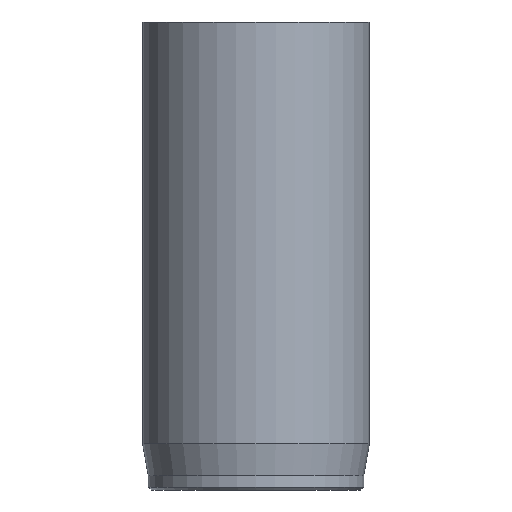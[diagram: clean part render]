
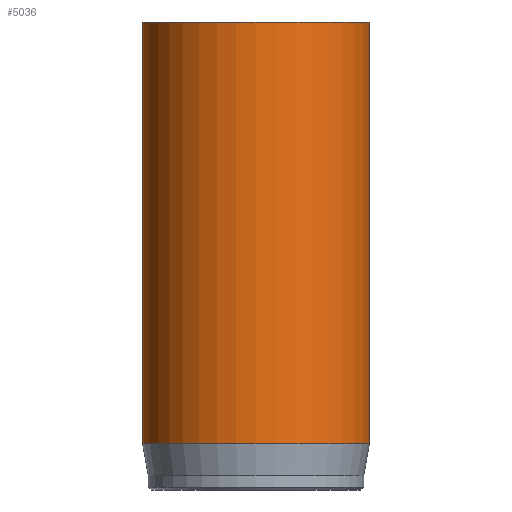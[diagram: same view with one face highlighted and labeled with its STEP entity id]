
A CAD part, front view. The second image highlights one B-rep face of the part: STEP entity #5036.
In plain terms, the highlighted cylindrical face has radius 8 mm (diameter 16 mm), a full revolution.
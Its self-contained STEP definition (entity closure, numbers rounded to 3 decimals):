
#32=CYLINDRICAL_SURFACE('',#5228,8.);
#48=CIRCLE('',#5191,8.);
#64=CIRCLE('',#5226,8.);
#65=CIRCLE('',#5227,8.);
#467=FACE_OUTER_BOUND('',#774,.T.);
#774=EDGE_LOOP('',(#4505,#4506,#4507,#4508,#4509));
#1147=LINE('',#9513,#1528);
#1528=VECTOR('',#5853,8.);
#2330=VERTEX_POINT('',#9448);
#2346=VERTEX_POINT('',#9507);
#2347=VERTEX_POINT('',#9508);
#3047=EDGE_CURVE('',#2330,#2330,#48,.T.);
#3071=EDGE_CURVE('',#2346,#2347,#64,.T.);
#3072=EDGE_CURVE('',#2347,#2346,#65,.T.);
#3074=EDGE_CURVE('',#2330,#2346,#1147,.T.);
#4505=ORIENTED_EDGE('',*,*,#3047,.T.);
#4506=ORIENTED_EDGE('',*,*,#3074,.T.);
#4507=ORIENTED_EDGE('',*,*,#3071,.T.);
#4508=ORIENTED_EDGE('',*,*,#3072,.T.);
#4509=ORIENTED_EDGE('',*,*,#3074,.F.);
#5036=ADVANCED_FACE('',(#467),#32,.T.);
#5191=AXIS2_PLACEMENT_3D('',#9449,#5768,#5769);
#5226=AXIS2_PLACEMENT_3D('',#9509,#5846,#5847);
#5227=AXIS2_PLACEMENT_3D('',#9510,#5848,#5849);
#5228=AXIS2_PLACEMENT_3D('',#9512,#5851,#5852);
#5768=DIRECTION('center_axis',(0.,0.,-1.));
#5769=DIRECTION('ref_axis',(-1.,0.,0.));
#5846=DIRECTION('center_axis',(0.,0.,1.));
#5847=DIRECTION('ref_axis',(-1.,0.,0.));
#5848=DIRECTION('center_axis',(0.,0.,1.));
#5849=DIRECTION('ref_axis',(-1.,0.,0.));
#5851=DIRECTION('center_axis',(0.,0.,1.));
#5852=DIRECTION('ref_axis',(-1.,0.,0.));
#5853=DIRECTION('',(0.,0.,-1.));
#9448=CARTESIAN_POINT('',(8.,0.,33.));
#9449=CARTESIAN_POINT('Origin',(0.,0.,33.));
#9507=CARTESIAN_POINT('',(8.,0.,3.269));
#9508=CARTESIAN_POINT('',(-8.,0.,3.269));
#9509=CARTESIAN_POINT('Origin',(0.,0.,3.269));
#9510=CARTESIAN_POINT('Origin',(0.,0.,3.269));
#9512=CARTESIAN_POINT('Origin',(0.,0.,0.));
#9513=CARTESIAN_POINT('',(8.,0.,0.));
